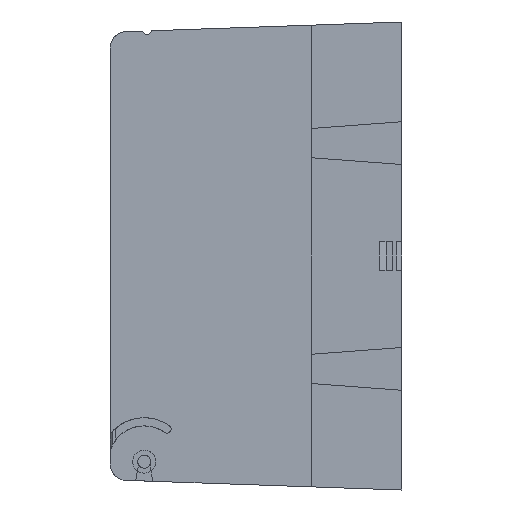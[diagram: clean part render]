
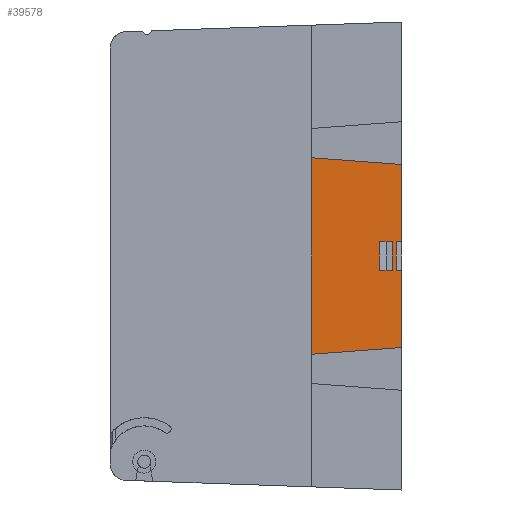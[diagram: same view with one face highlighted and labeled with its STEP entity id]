
A CAD part, left-side view. The second image highlights one B-rep face of the part: STEP entity #39578.
In plain terms, the highlighted planar face has unit normal (1, 0, 0).
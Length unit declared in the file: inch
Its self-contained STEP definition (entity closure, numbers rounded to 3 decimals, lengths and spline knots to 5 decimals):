
#1728 = PLANE ( 'NONE',  #50243 ) ;
#1896 = CARTESIAN_POINT ( 'NONE',  ( -6.525, 0., 6.44233 ) ) ;
#3028 = VERTEX_POINT ( 'NONE', #33808 ) ;
#3283 = CARTESIAN_POINT ( 'NONE',  ( -6.525, 0.26794, 0.175 ) ) ;
#6425 = LINE ( 'NONE', #61245, #21786 ) ;
#6618 = VERTEX_POINT ( 'NONE', #3283 ) ;
#7089 = DIRECTION ( 'NONE',  ( 0., 1., 0. ) ) ;
#7192 = CARTESIAN_POINT ( 'NONE',  ( -6.525, 0., 1.115 ) ) ;
#7832 = CARTESIAN_POINT ( 'NONE',  ( -6.525, 0., -0.175 ) ) ;
#8664 = VECTOR ( 'NONE', #35157, 39.37008 ) ;
#10077 = EDGE_CURVE ( 'NONE', #37235, #3028, #23578, .T. ) ;
#10710 = VERTEX_POINT ( 'NONE', #77201 ) ;
#10864 = LINE ( 'NONE', #83004, #77900 ) ;
#10975 = CARTESIAN_POINT ( 'NONE',  ( -6.525, 0., 0.175 ) ) ;
#11584 = ORIENTED_EDGE ( 'NONE', *, *, #10077, .T. ) ;
#11899 = DIRECTION ( 'NONE',  ( 0., -0.997, -0.074 ) ) ;
#12557 = CARTESIAN_POINT ( 'NONE',  ( -6.525, 0., -1.115 ) ) ;
#12693 = EDGE_CURVE ( 'NONE', #21355, #15680, #80880, .T. ) ;
#13471 = VERTEX_POINT ( 'NONE', #83014 ) ;
#13680 = DIRECTION ( 'NONE',  ( 0., 0.997, -0.074 ) ) ;
#13794 = LINE ( 'NONE', #7832, #80724 ) ;
#13943 = VECTOR ( 'NONE', #36789, 39.37008 ) ;
#14569 = VERTEX_POINT ( 'NONE', #10975 ) ;
#15680 = VERTEX_POINT ( 'NONE', #21173 ) ;
#15718 = DIRECTION ( 'NONE',  ( 0., 0., -1. ) ) ;
#15828 = VERTEX_POINT ( 'NONE', #17220 ) ;
#17220 = CARTESIAN_POINT ( 'NONE',  ( -6.525, 0.115, -0.175 ) ) ;
#17690 = EDGE_CURVE ( 'NONE', #38407, #15680, #13794, .T. ) ;
#21173 = CARTESIAN_POINT ( 'NONE',  ( -6.525, 0.065, -0.175 ) ) ;
#21355 = VERTEX_POINT ( 'NONE', #65726 ) ;
#21361 = CARTESIAN_POINT ( 'NONE',  ( -6.525, 0., -0.175 ) ) ;
#21786 = VECTOR ( 'NONE', #22333, 39.37008 ) ;
#21974 = ORIENTED_EDGE ( 'NONE', *, *, #83433, .T. ) ;
#22333 = DIRECTION ( 'NONE',  ( 0., 1., 0. ) ) ;
#22977 = ORIENTED_EDGE ( 'NONE', *, *, #29988, .F. ) ;
#23039 = ORIENTED_EDGE ( 'NONE', *, *, #52440, .T. ) ;
#23142 = FACE_OUTER_BOUND ( 'NONE', #47236, .T. ) ;
#23578 = LINE ( 'NONE', #12557, #73340 ) ;
#23731 = LINE ( 'NONE', #67874, #31896 ) ;
#23743 = LINE ( 'NONE', #63835, #54249 ) ;
#24130 = CARTESIAN_POINT ( 'NONE',  ( -6.525, 0., -1.115 ) ) ;
#24185 = ORIENTED_EDGE ( 'NONE', *, *, #25319, .T. ) ;
#25319 = EDGE_CURVE ( 'NONE', #13471, #15828, #48392, .T. ) ;
#26032 = LINE ( 'NONE', #1896, #8664 ) ;
#29634 = CARTESIAN_POINT ( 'NONE',  ( -6.525, 1.1, 1.19653 ) ) ;
#29778 = VECTOR ( 'NONE', #30225, 39.37008 ) ;
#29988 = EDGE_CURVE ( 'NONE', #44110, #3028, #72850, .T. ) ;
#30225 = DIRECTION ( 'NONE',  ( 0., 0., 1. ) ) ;
#31896 = VECTOR ( 'NONE', #74385, 39.37008 ) ;
#33490 = DIRECTION ( 'NONE',  ( 0., 1., 0. ) ) ;
#33808 = CARTESIAN_POINT ( 'NONE',  ( -6.525, 1.1, -1.19653 ) ) ;
#34417 = DIRECTION ( 'NONE',  ( 1., 0., 0. ) ) ;
#35067 = CARTESIAN_POINT ( 'NONE',  ( -6.525, 0.065, 6.44233 ) ) ;
#35157 = DIRECTION ( 'NONE',  ( 0., 0., -1. ) ) ;
#36779 = EDGE_CURVE ( 'NONE', #15828, #10710, #53175, .T. ) ;
#36789 = DIRECTION ( 'NONE',  ( 0., 0., -1. ) ) ;
#37235 = VERTEX_POINT ( 'NONE', #24130 ) ;
#37994 = DIRECTION ( 'NONE',  ( 0., 0., -1. ) ) ;
#38380 = VECTOR ( 'NONE', #15718, 39.37008 ) ;
#38407 = VERTEX_POINT ( 'NONE', #21361 ) ;
#39578 = ADVANCED_FACE ( 'NONE', ( #53685, #23142 ), #1728, .T. ) ;
#40406 = EDGE_CURVE ( 'NONE', #60029, #14569, #26032, .T. ) ;
#44110 = VERTEX_POINT ( 'NONE', #29634 ) ;
#46663 = ORIENTED_EDGE ( 'NONE', *, *, #71563, .T. ) ;
#47236 = EDGE_LOOP ( 'NONE', ( #47876, #21974, #11584, #22977, #46663, #55513, #58432, #61598 ) ) ;
#47876 = ORIENTED_EDGE ( 'NONE', *, *, #17690, .F. ) ;
#48392 = LINE ( 'NONE', #80851, #82675 ) ;
#49827 = CARTESIAN_POINT ( 'NONE',  ( -6.525, 0.115, 6.44233 ) ) ;
#50243 = AXIS2_PLACEMENT_3D ( 'NONE', #73286, #34417, #79710 ) ;
#50991 = ORIENTED_EDGE ( 'NONE', *, *, #36779, .T. ) ;
#52440 = EDGE_CURVE ( 'NONE', #6618, #13471, #23743, .T. ) ;
#53175 = LINE ( 'NONE', #49827, #29778 ) ;
#53685 = FACE_BOUND ( 'NONE', #74564, .T. ) ;
#54249 = VECTOR ( 'NONE', #37994, 39.37008 ) ;
#55513 = ORIENTED_EDGE ( 'NONE', *, *, #40406, .T. ) ;
#58432 = ORIENTED_EDGE ( 'NONE', *, *, #82313, .T. ) ;
#60029 = VERTEX_POINT ( 'NONE', #7192 ) ;
#61245 = CARTESIAN_POINT ( 'NONE',  ( -6.525, 0., 0.175 ) ) ;
#61598 = ORIENTED_EDGE ( 'NONE', *, *, #12693, .T. ) ;
#62642 = ORIENTED_EDGE ( 'NONE', *, *, #82804, .T. ) ;
#63835 = CARTESIAN_POINT ( 'NONE',  ( -6.525, 0.26794, 6.44233 ) ) ;
#64630 = LINE ( 'NONE', #78798, #79716 ) ;
#65726 = CARTESIAN_POINT ( 'NONE',  ( -6.525, 0.065, 0.175 ) ) ;
#67646 = DIRECTION ( 'NONE',  ( 0., -1., 0. ) ) ;
#67874 = CARTESIAN_POINT ( 'NONE',  ( -6.525, 0., 6.44233 ) ) ;
#71563 = EDGE_CURVE ( 'NONE', #44110, #60029, #10864, .T. ) ;
#72850 = LINE ( 'NONE', #80346, #38380 ) ;
#73286 = CARTESIAN_POINT ( 'NONE',  ( -6.525, 0., 6.44233 ) ) ;
#73340 = VECTOR ( 'NONE', #13680, 39.37008 ) ;
#74385 = DIRECTION ( 'NONE',  ( 0., 0., -1. ) ) ;
#74564 = EDGE_LOOP ( 'NONE', ( #23039, #24185, #50991, #62642 ) ) ;
#77201 = CARTESIAN_POINT ( 'NONE',  ( -6.525, 0.115, 0.175 ) ) ;
#77900 = VECTOR ( 'NONE', #11899, 39.37008 ) ;
#78798 = CARTESIAN_POINT ( 'NONE',  ( -6.525, 0., 0.175 ) ) ;
#79710 = DIRECTION ( 'NONE',  ( 0., 0., -1. ) ) ;
#79716 = VECTOR ( 'NONE', #33490, 39.37008 ) ;
#80346 = CARTESIAN_POINT ( 'NONE',  ( -6.525, 1.1, 6.44233 ) ) ;
#80724 = VECTOR ( 'NONE', #7089, 39.37008 ) ;
#80851 = CARTESIAN_POINT ( 'NONE',  ( -6.525, 0., -0.175 ) ) ;
#80880 = LINE ( 'NONE', #35067, #13943 ) ;
#82313 = EDGE_CURVE ( 'NONE', #14569, #21355, #64630, .T. ) ;
#82675 = VECTOR ( 'NONE', #67646, 39.37008 ) ;
#82804 = EDGE_CURVE ( 'NONE', #10710, #6618, #6425, .T. ) ;
#83004 = CARTESIAN_POINT ( 'NONE',  ( -6.525, 1.1, 1.19653 ) ) ;
#83014 = CARTESIAN_POINT ( 'NONE',  ( -6.525, 0.26794, -0.175 ) ) ;
#83433 = EDGE_CURVE ( 'NONE', #38407, #37235, #23731, .T. ) ;
